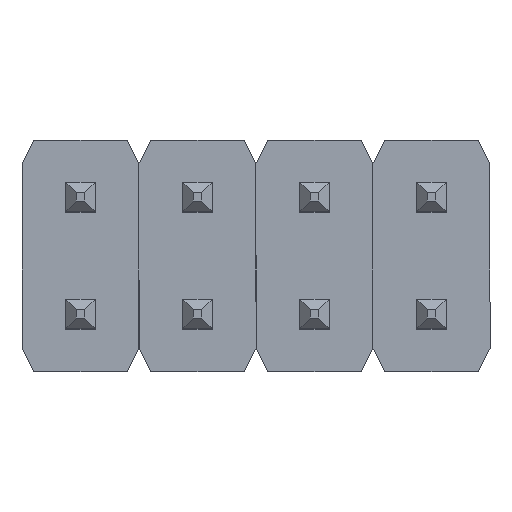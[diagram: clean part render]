
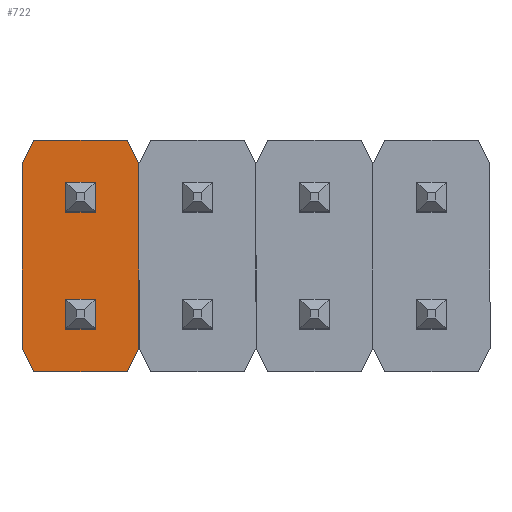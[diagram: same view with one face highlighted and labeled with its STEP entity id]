
A CAD part, top view. The second image highlights one B-rep face of the part: STEP entity #722.
In plain terms, the highlighted planar face has unit normal (0, 0, 1).
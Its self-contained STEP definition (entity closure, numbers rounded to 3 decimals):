
#527=CARTESIAN_POINT('',(-4.826,-2.515,1.524));
#528=VERTEX_POINT('',#527);
#535=CARTESIAN_POINT('',(-5.08,-2.007,1.524));
#536=VERTEX_POINT('',#535);
#537=CARTESIAN_POINT('',(-5.08,-2.007,1.524));
#538=DIRECTION('',(0.447,-0.894,0.0));
#539=VECTOR('',#538,0.568);
#540=LINE('',#537,#539);
#541=EDGE_CURVE('',#536,#528,#540,.T.);
#558=CARTESIAN_POINT('',(-2.54,-2.007,1.524));
#559=VERTEX_POINT('',#558);
#566=CARTESIAN_POINT('',(-2.794,-2.515,1.524));
#567=VERTEX_POINT('',#566);
#568=CARTESIAN_POINT('',(-2.794,-2.515,1.524));
#569=DIRECTION('',(0.447,0.894,0.0));
#570=VECTOR('',#569,0.568);
#571=LINE('',#568,#570);
#572=EDGE_CURVE('',#567,#559,#571,.T.);
#589=CARTESIAN_POINT('',(-2.54,2.007,1.524));
#590=VERTEX_POINT('',#589);
#597=CARTESIAN_POINT('',(-2.54,-2.007,1.524));
#598=DIRECTION('',(0.0,1.0,0.0));
#599=VECTOR('',#598,4.013);
#600=LINE('',#597,#599);
#601=EDGE_CURVE('',#559,#590,#600,.T.);
#613=CARTESIAN_POINT('',(-2.794,2.515,1.524));
#614=VERTEX_POINT('',#613);
#621=CARTESIAN_POINT('',(-2.54,2.007,1.524));
#622=DIRECTION('',(-0.447,0.894,0.0));
#623=VECTOR('',#622,0.568);
#624=LINE('',#621,#623);
#625=EDGE_CURVE('',#590,#614,#624,.T.);
#640=CARTESIAN_POINT('',(-4.826,2.515,1.524));
#641=VERTEX_POINT('',#640);
#648=CARTESIAN_POINT('',(-2.794,2.515,1.524));
#649=DIRECTION('',(-1.0,0.0,0.0));
#650=VECTOR('',#649,2.032);
#651=LINE('',#648,#650);
#652=EDGE_CURVE('',#614,#641,#651,.T.);
#667=CARTESIAN_POINT('',(-5.08,2.007,1.524));
#668=VERTEX_POINT('',#667);
#675=CARTESIAN_POINT('',(-4.826,2.515,1.524));
#676=DIRECTION('',(-0.447,-0.894,0.0));
#677=VECTOR('',#676,0.568);
#678=LINE('',#675,#677);
#679=EDGE_CURVE('',#641,#668,#678,.T.);
#692=CARTESIAN_POINT('',(-5.08,2.007,1.524));
#693=DIRECTION('',(0.0,-1.0,0.0));
#694=VECTOR('',#693,4.013);
#695=LINE('',#692,#694);
#696=EDGE_CURVE('',#668,#536,#695,.T.);
#702=CARTESIAN_POINT('',(-3.81,0.,1.524));
#703=DIRECTION('',(0.0,0.0,1.0));
#704=DIRECTION('',(1.0,0.0,0.0));
#705=AXIS2_PLACEMENT_3D('',#702,#703,#704);
#706=PLANE('',#705);
#707=ORIENTED_EDGE('',*,*,#696,.T.);
#708=ORIENTED_EDGE('',*,*,#541,.T.);
#709=CARTESIAN_POINT('',(-4.826,-2.515,1.524));
#710=DIRECTION('',(1.0,0.0,0.0));
#711=VECTOR('',#710,2.032);
#712=LINE('',#709,#711);
#713=EDGE_CURVE('',#528,#567,#712,.T.);
#714=ORIENTED_EDGE('',*,*,#713,.T.);
#715=ORIENTED_EDGE('',*,*,#572,.T.);
#716=ORIENTED_EDGE('',*,*,#601,.T.);
#717=ORIENTED_EDGE('',*,*,#625,.T.);
#718=ORIENTED_EDGE('',*,*,#652,.T.);
#719=ORIENTED_EDGE('',*,*,#679,.T.);
#720=EDGE_LOOP('',(#707,#708,#714,#715,#716,#717,#718,#719));
#721=FACE_OUTER_BOUND('',#720,.T.);
#722=ADVANCED_FACE('',(#721),#706,.T.);
